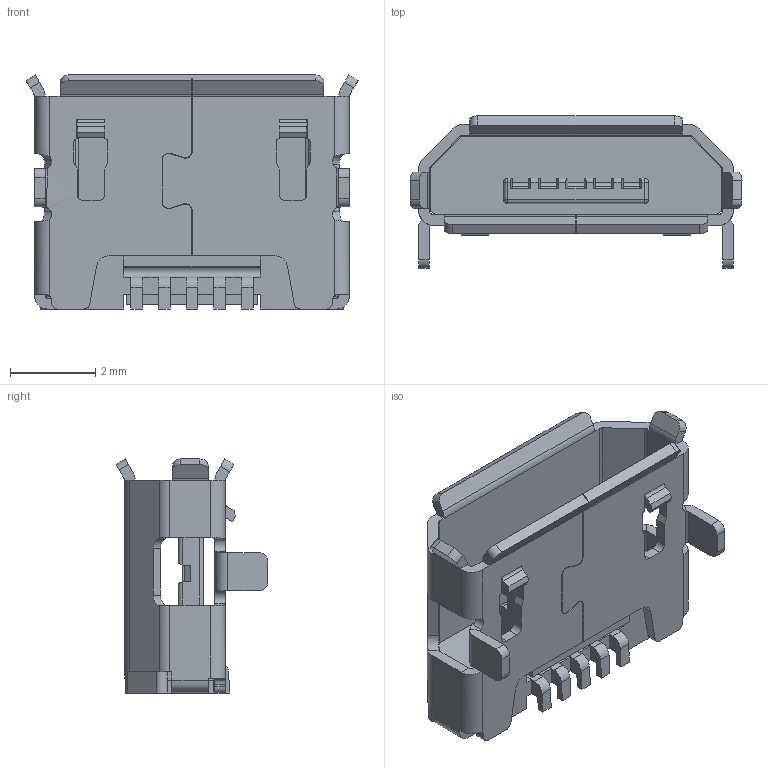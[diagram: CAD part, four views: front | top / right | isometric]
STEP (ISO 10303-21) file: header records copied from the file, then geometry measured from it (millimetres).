
FILE_DESCRIPTION(/* description */ ('STEP AP214'),/* implementation_level */ '2;1');
FILE_NAME(/* name */ 'USB3135-30-A',/* time_stamp */ '2025-12-05T14:24:07+01:00',/* author */ ('License CC BY-ND 4.0'),/* organization */ ('CADENAS'),/* preprocessor_version */ 'ST-DEVELOPER v20',/* originating_system */ 'PARTsolutions',/* authorisation */ ' ');
FILE_SCHEMA (('AUTOMOTIVE_DESIGN {1 0 10303 214 3 1 1}'));
Length unit declared in the file: millimetre
Products named in the file (4): USB3135-30-A; USB3135-30-A_PART1; USB3135-30-A_PART2; USB3135-30-A_PART3
Assembly tree (7 placements, depth 2):
  USB3135-30-A
    USB3135-30-A_PART1
    USB3135-30-A_PART2  x5
    USB3135-30-A_PART3
Bounding box: 7.8 x 3.57 x 5.5 mm (x, y, z)
Volume: 40.6 mm3; surface area: 303.9 mm2
Topology: 7 solids, 7 shells, 732 faces, 2099 edges, 1363 vertices
Faces by surface type: plane 510, cylinder 208, bspline 14
Entity records: 21168 total; most frequent: CARTESIAN_POINT 4118, ORIENTED_EDGE 3668, DIRECTION 3393, EDGE_CURVE 1834, LINE 1457, VECTOR 1457, VERTEX_POINT 1187, AXIS2_PLACEMENT_3D 968
